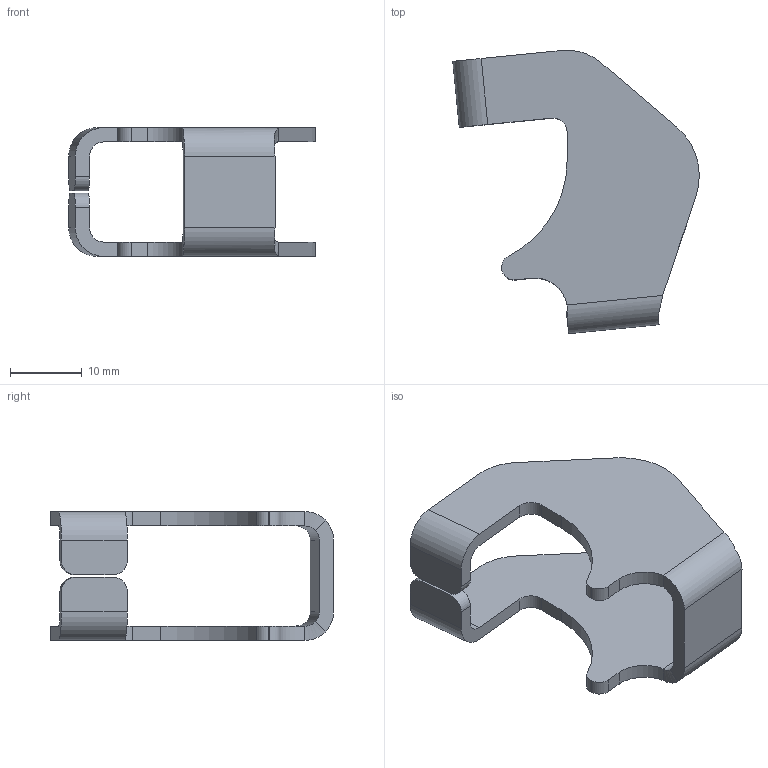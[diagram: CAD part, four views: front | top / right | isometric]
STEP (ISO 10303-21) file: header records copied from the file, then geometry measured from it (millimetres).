
FILE_DESCRIPTION(('FreeCAD Model'),'2;1');
FILE_NAME('B5.cleaned.STEP', '2017-03-23T13:19:37',('Author'),(''), 'Open CASCADE STEP processor 7.0','FreeCAD','Unknown');
FILE_SCHEMA(('AUTOMOTIVE_DESIGN { 1 0 10303 214 1 1 1 1 }'));
Length unit declared in the file: millimetre
Products named in the file (2): ASSEMBLY; Shape
Assembly tree (1 placements, depth 2):
  ASSEMBLY
    Shape
Bounding box: 34.46 x 39.59 x 18 mm (x, y, z)
Volume: 3505.8 mm3; surface area: 4103.1 mm2
Topology: 1 solids, 1 shells, 60 faces, 166 edges, 108 vertices
Faces by surface type: cylinder 28, plane 28, bspline 4
Entity records: 4641 total; most frequent: CARTESIAN_POINT 1332, DIRECTION 616, LINE 354, VECTOR 354, ORIENTED_EDGE 332, PCURVE 332, DEFINITIONAL_REPRESENTATION 332, EDGE_CURVE 166
